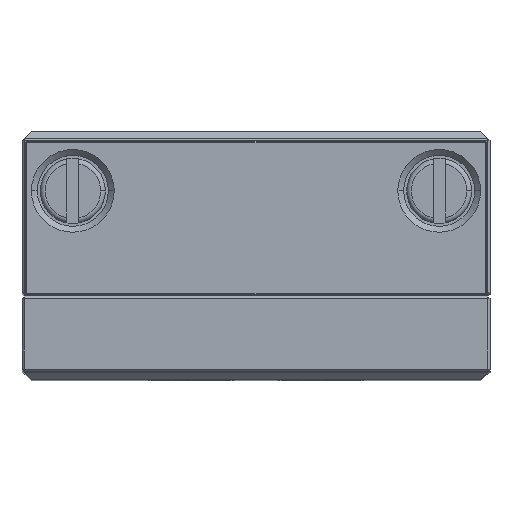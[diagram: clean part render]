
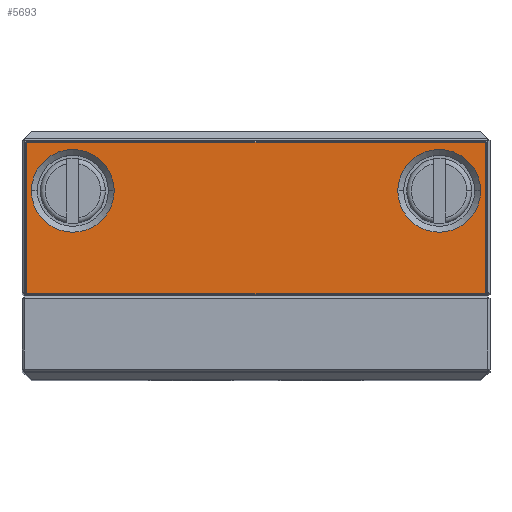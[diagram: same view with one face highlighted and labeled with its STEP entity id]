
A CAD part, top view. The second image highlights one B-rep face of the part: STEP entity #5693.
In plain terms, the highlighted planar face has unit normal (0, 0, 1).
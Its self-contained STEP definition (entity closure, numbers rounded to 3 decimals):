
#4197=FACE_BOUND('',#7952,.T.);
#4198=FACE_BOUND('',#7953,.T.);
#4199=FACE_BOUND('',#7954,.T.);
#4384=PLANE('',#24019);
#5693=ADVANCED_FACE('',(#4197,#4198,#4199),#4384,.T.);
#7952=EDGE_LOOP('',(#13335,#13336,#13337,#13338));
#7953=EDGE_LOOP('',(#13339,#13340));
#7954=EDGE_LOOP('',(#13341,#13342));
#9201=LINE('',#30318,#11212);
#9202=LINE('',#30321,#11213);
#9203=LINE('',#30323,#11214);
#9204=LINE('',#30325,#11215);
#11212=VECTOR('',#25476,1.);
#11213=VECTOR('',#25477,1.);
#11214=VECTOR('',#25478,1.);
#11215=VECTOR('',#25479,1.);
#13335=ORIENTED_EDGE('',*,*,#20769,.T.);
#13336=ORIENTED_EDGE('',*,*,#20770,.T.);
#13337=ORIENTED_EDGE('',*,*,#20771,.T.);
#13338=ORIENTED_EDGE('',*,*,#20772,.T.);
#13339=ORIENTED_EDGE('',*,*,#20699,.T.);
#13340=ORIENTED_EDGE('',*,*,#20768,.T.);
#13341=ORIENTED_EDGE('',*,*,#20703,.T.);
#13342=ORIENTED_EDGE('',*,*,#20767,.T.);
#18871=VERTEX_POINT('',#30054);
#18872=VERTEX_POINT('',#30056);
#18875=VERTEX_POINT('',#30063);
#18876=VERTEX_POINT('',#30065);
#18915=VERTEX_POINT('',#30319);
#18916=VERTEX_POINT('',#30320);
#18917=VERTEX_POINT('',#30322);
#18918=VERTEX_POINT('',#30324);
#20699=EDGE_CURVE('',#18872,#18871,#23535,.T.);
#20703=EDGE_CURVE('',#18876,#18875,#23537,.T.);
#20767=EDGE_CURVE('',#18875,#18876,#23568,.T.);
#20768=EDGE_CURVE('',#18871,#18872,#23569,.T.);
#20769=EDGE_CURVE('',#18915,#18916,#9201,.T.);
#20770=EDGE_CURVE('',#18916,#18917,#9202,.T.);
#20771=EDGE_CURVE('',#18917,#18918,#9203,.T.);
#20772=EDGE_CURVE('',#18918,#18915,#9204,.T.);
#23535=CIRCLE('',#23954,3.5);
#23537=CIRCLE('',#23957,3.5);
#23568=CIRCLE('',#24015,3.5);
#23569=CIRCLE('',#24017,3.5);
#23954=AXIS2_PLACEMENT_3D('',#30055,#25319,#25320);
#23957=AXIS2_PLACEMENT_3D('',#30064,#25327,#25328);
#24015=AXIS2_PLACEMENT_3D('',#30314,#25468,#25469);
#24017=AXIS2_PLACEMENT_3D('',#30316,#25472,#25473);
#24019=AXIS2_PLACEMENT_3D('',#30326,#25480,#25481);
#25319=DIRECTION('',(0.,0.,-1.));
#25320=DIRECTION('',(1.,0.,0.));
#25327=DIRECTION('',(0.,0.,-1.));
#25328=DIRECTION('',(1.,0.,0.));
#25468=DIRECTION('',(0.,0.,-1.));
#25469=DIRECTION('',(1.,0.,0.));
#25472=DIRECTION('',(0.,0.,-1.));
#25473=DIRECTION('',(1.,0.,0.));
#25476=DIRECTION('',(0.,-1.,0.));
#25477=DIRECTION('',(1.,0.,0.));
#25478=DIRECTION('',(0.,1.,0.));
#25479=DIRECTION('',(-1.,0.,0.));
#25480=DIRECTION('',(0.,0.,1.));
#25481=DIRECTION('',(1.,0.,0.));
#30054=CARTESIAN_POINT('',(12.,15.92,52.5));
#30055=CARTESIAN_POINT('',(15.5,15.92,52.5));
#30056=CARTESIAN_POINT('',(19.,15.92,52.5));
#30063=CARTESIAN_POINT('',(-19.,15.92,52.5));
#30064=CARTESIAN_POINT('',(-15.5,15.92,52.5));
#30065=CARTESIAN_POINT('',(-12.,15.92,52.5));
#30314=CARTESIAN_POINT('',(-15.5,15.92,52.5));
#30316=CARTESIAN_POINT('',(15.5,15.92,52.5));
#30318=CARTESIAN_POINT('',(-19.4,7.12,52.5));
#30319=CARTESIAN_POINT('',(-19.4,20.02,52.5));
#30320=CARTESIAN_POINT('',(-19.4,7.22,52.5));
#30321=CARTESIAN_POINT('',(19.5,7.22,52.5));
#30322=CARTESIAN_POINT('',(19.4,7.22,52.5));
#30323=CARTESIAN_POINT('',(19.4,20.12,52.5));
#30324=CARTESIAN_POINT('',(19.4,20.02,52.5));
#30325=CARTESIAN_POINT('',(-19.5,20.02,52.5));
#30326=CARTESIAN_POINT('',(-19.5,7.12,52.5));
